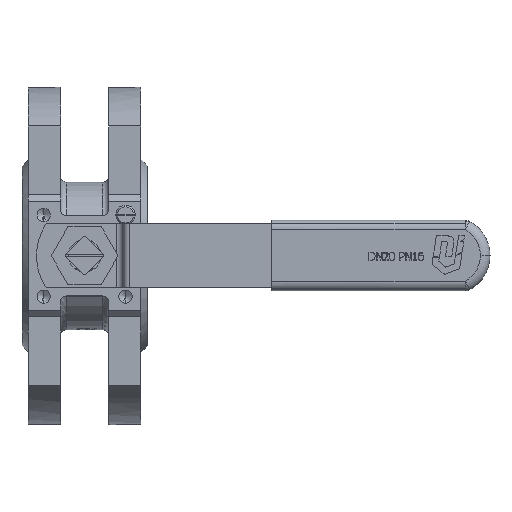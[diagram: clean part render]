
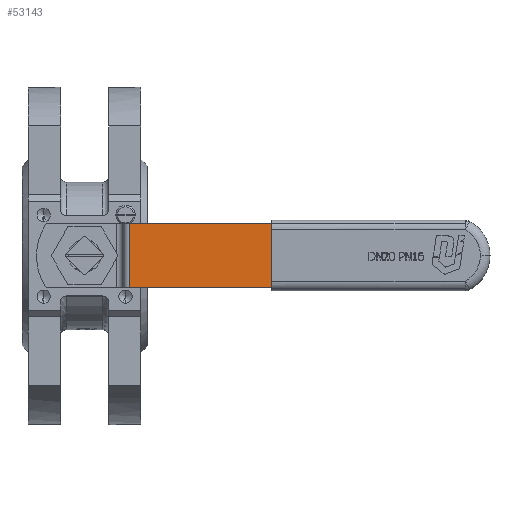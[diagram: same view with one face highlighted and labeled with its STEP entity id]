
A CAD part, top view. The second image highlights one B-rep face of the part: STEP entity #53143.
In plain terms, the highlighted planar face has unit normal (0, 0, 1).
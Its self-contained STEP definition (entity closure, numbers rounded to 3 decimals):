
#52741=CARTESIAN_POINT('',(119.,10.,67.7));
#52742=VERTEX_POINT('',#52741);
#52749=CARTESIAN_POINT('',(119.,-10.,67.7));
#52750=VERTEX_POINT('',#52749);
#52751=CARTESIAN_POINT('',(95.,-0.,67.7));
#52752=DIRECTION('',(0.,-0.,1.));
#52753=DIRECTION('',(0.923,-0.385,-0.));
#52754=AXIS2_PLACEMENT_3D('',#52751,#52752,#52753);
#52755=CIRCLE('',#52754,26.);
#52756=EDGE_CURVE('',#52750,#52742,#52755,.T.);
#52972=CARTESIAN_POINT('',(14.,10.,67.7));
#52973=VERTEX_POINT('',#52972);
#52981=CARTESIAN_POINT('',(14.,10.,67.7));
#52982=DIRECTION('',(1.,0.,-0.));
#52983=VECTOR('',#52982,105.);
#52984=LINE('',#52981,#52983);
#52985=EDGE_CURVE('',#52973,#52742,#52984,.T.);
#53108=CARTESIAN_POINT('',(14.,-10.,67.7));
#53109=VERTEX_POINT('',#53108);
#53117=CARTESIAN_POINT('',(14.,10.,67.7));
#53118=DIRECTION('',(0.,-1.,-0.));
#53119=VECTOR('',#53118,20.);
#53120=LINE('',#53117,#53119);
#53121=EDGE_CURVE('',#52973,#53109,#53120,.T.);
#53127=CARTESIAN_POINT('',(119.,-0.,67.7));
#53128=DIRECTION('',(-0.,-0.,1.));
#53129=DIRECTION('',(-1.,-0.,-0.));
#53130=AXIS2_PLACEMENT_3D('',#53127,#53128,#53129);
#53131=PLANE('',#53130);
#53132=ORIENTED_EDGE('',*,*,#53121,.T.);
#53133=CARTESIAN_POINT('',(119.,-10.,67.7));
#53134=DIRECTION('',(-1.,-0.,-0.));
#53135=VECTOR('',#53134,105.);
#53136=LINE('',#53133,#53135);
#53137=EDGE_CURVE('',#52750,#53109,#53136,.T.);
#53138=ORIENTED_EDGE('',*,*,#53137,.F.);
#53139=ORIENTED_EDGE('',*,*,#52756,.T.);
#53140=ORIENTED_EDGE('',*,*,#52985,.F.);
#53141=EDGE_LOOP('',(#53132,#53138,#53139,#53140));
#53142=FACE_BOUND('',#53141,.T.);
#53143=ADVANCED_FACE('',(#53142),#53131,.T.);
